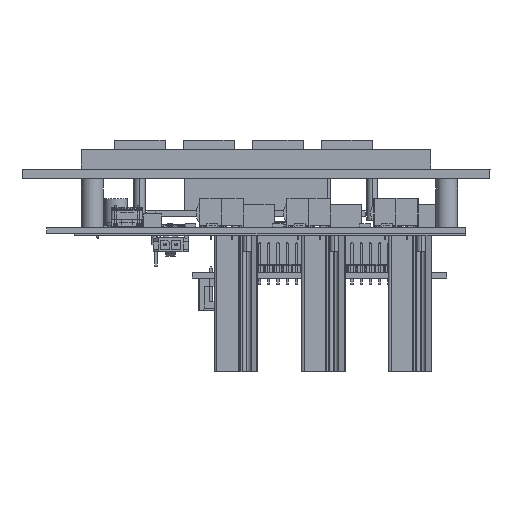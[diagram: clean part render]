
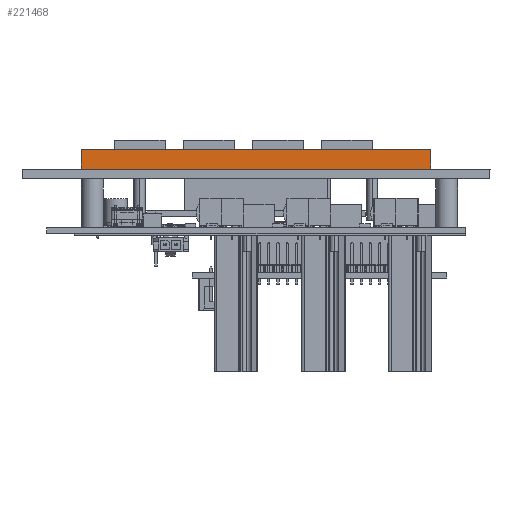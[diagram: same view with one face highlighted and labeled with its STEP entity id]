
A CAD part, left-side view. The second image highlights one B-rep face of the part: STEP entity #221468.
In plain terms, the highlighted planar face has unit normal (-1, 0, 0).
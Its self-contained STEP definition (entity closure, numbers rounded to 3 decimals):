
#220814 = EDGE_CURVE('',#220815,#220817,#220819,.T.);
#220815 = VERTEX_POINT('',#220816);
#220816 = CARTESIAN_POINT('',(0.,96.,0.));
#220817 = VERTEX_POINT('',#220818);
#220818 = CARTESIAN_POINT('',(0.,0.,0.));
#220819 = LINE('',#220820,#220821);
#220820 = CARTESIAN_POINT('',(0.,0.,0.));
#220821 = VECTOR('',#220822,1.);
#220822 = DIRECTION('',(0.,-1.,0.));
#221160 = EDGE_CURVE('',#221161,#221163,#221165,.T.);
#221161 = VERTEX_POINT('',#221162);
#221162 = CARTESIAN_POINT('',(0.,96.,5.4));
#221163 = VERTEX_POINT('',#221164);
#221164 = CARTESIAN_POINT('',(0.,0.,5.4));
#221165 = LINE('',#221166,#221167);
#221166 = CARTESIAN_POINT('',(0.,0.,5.4));
#221167 = VECTOR('',#221168,1.);
#221168 = DIRECTION('',(0.,-1.,0.));
#221468 = ADVANCED_FACE('',(#221469),#221485,.F.);
#221469 = FACE_BOUND('',#221470,.T.);
#221470 = EDGE_LOOP('',(#221471,#221472,#221478,#221479));
#221471 = ORIENTED_EDGE('',*,*,#220814,.T.);
#221472 = ORIENTED_EDGE('',*,*,#221473,.F.);
#221473 = EDGE_CURVE('',#221163,#220817,#221474,.T.);
#221474 = LINE('',#221475,#221476);
#221475 = CARTESIAN_POINT('',(0.,0.,5.4));
#221476 = VECTOR('',#221477,1.);
#221477 = DIRECTION('',(0.,0.,-1.));
#221478 = ORIENTED_EDGE('',*,*,#221160,.F.);
#221479 = ORIENTED_EDGE('',*,*,#221480,.T.);
#221480 = EDGE_CURVE('',#221161,#220815,#221481,.T.);
#221481 = LINE('',#221482,#221483);
#221482 = CARTESIAN_POINT('',(0.,96.,5.4));
#221483 = VECTOR('',#221484,1.);
#221484 = DIRECTION('',(0.,0.,-1.));
#221485 = PLANE('',#221486);
#221486 = AXIS2_PLACEMENT_3D('',#221487,#221488,#221489);
#221487 = CARTESIAN_POINT('',(0.,0.,5.4));
#221488 = DIRECTION('',(1.,0.,0.));
#221489 = DIRECTION('',(0.,0.,-1.));
